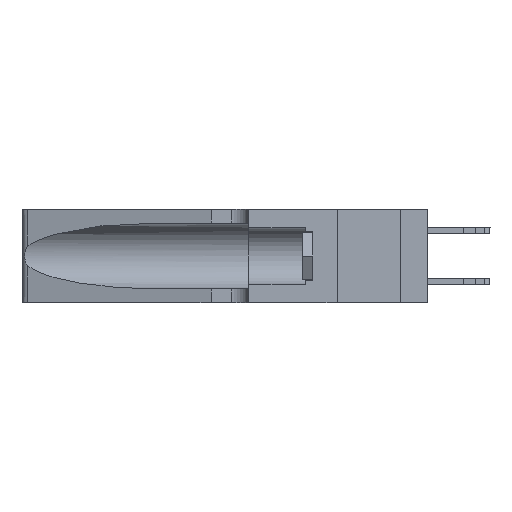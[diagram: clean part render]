
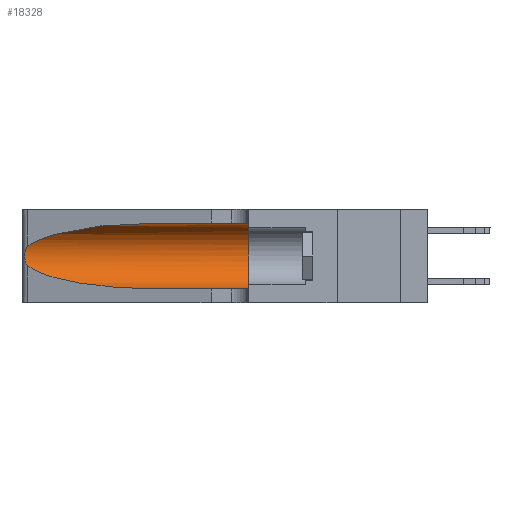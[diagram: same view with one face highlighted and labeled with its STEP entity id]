
A CAD part, left-side view. The second image highlights one B-rep face of the part: STEP entity #18328.
In plain terms, the highlighted cylindrical face has radius 3.308 mm (diameter 6.617 mm), a partial arc.
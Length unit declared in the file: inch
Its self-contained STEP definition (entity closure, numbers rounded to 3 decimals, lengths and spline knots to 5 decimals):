
#1089 = VERTEX_POINT ( 'NONE', #13775 ) ;
#1224 = CARTESIAN_POINT ( 'NONE',  ( 0.25555, 1.22993, 0.14849 ) ) ;
#1350 = FACE_OUTER_BOUND ( 'NONE', #16349, .T. ) ;
#1370 = CARTESIAN_POINT ( 'NONE',  ( 0.25856, 1.23593, 0.16098 ) ) ;
#1438 = CARTESIAN_POINT ( 'NONE',  ( 0.25639, 1.23186, 0.15144 ) ) ;
#1747 = CIRCLE ( 'NONE', #16100, 0.13025 ) ;
#1958 = CARTESIAN_POINT ( 'NONE',  ( 0.1305, 1.61858, 0.05475 ) ) ;
#2288 = EDGE_CURVE ( 'NONE', #15280, #13776, #7289, .T. ) ;
#2815 = VERTEX_POINT ( 'NONE', #11391 ) ;
#3433 =( BOUNDED_CURVE ( )  B_SPLINE_CURVE ( 3, ( #12344, #7266, #12156, #6418 ),
 .UNSPECIFIED., .F., .T. ) 
 B_SPLINE_CURVE_WITH_KNOTS ( ( 4, 4 ),
 ( 1.5708, 2.84003 ),
 .UNSPECIFIED. ) 
 CURVE ( )  GEOMETRIC_REPRESENTATION_ITEM ( )  RATIONAL_B_SPLINE_CURVE ( ( 1., 0.87, 0.87, 1. ) ) 
 REPRESENTATION_ITEM ( '' )  );
#3590 = DIRECTION ( 'NONE',  ( 0., 0., -1. ) ) ;
#3754 = LINE ( 'NONE', #7699, #12585 ) ;
#3905 = ORIENTED_EDGE ( 'NONE', *, *, #2288, .T. ) ;
#4433 = VECTOR ( 'NONE', #13746, 39.37008 ) ;
#6141 = CARTESIAN_POINT ( 'NONE',  ( 0.26075, 1.23896, 0.178 ) ) ;
#6418 = CARTESIAN_POINT ( 'NONE',  ( 0.25487, 1.22718, 0.22369 ) ) ;
#6511 = EDGE_CURVE ( 'NONE', #1089, #2815, #3433, .T. ) ;
#6808 = CARTESIAN_POINT ( 'NONE',  ( 0.1305, 0.35, 0.185 ) ) ;
#7266 = CARTESIAN_POINT ( 'NONE',  ( 0.18966, 0.96281, 0.31525 ) ) ;
#7289 =( BOUNDED_CURVE ( )  B_SPLINE_CURVE ( 3, ( #12704, #9311, #19384, #15965 ),
 .UNSPECIFIED., .F., .F. ) 
 B_SPLINE_CURVE_WITH_KNOTS ( ( 4, 4 ),
 ( 3.44316, 4.71239 ),
 .UNSPECIFIED. ) 
 CURVE ( )  GEOMETRIC_REPRESENTATION_ITEM ( )  RATIONAL_B_SPLINE_CURVE ( ( 1., 0.87, 0.87, 1. ) ) 
 REPRESENTATION_ITEM ( '' )  );
#7699 = CARTESIAN_POINT ( 'NONE',  ( 0.1305, 1.61858, 0.31525 ) ) ;
#7794 = CARTESIAN_POINT ( 'NONE',  ( 0.25487, 1.22718, 0.14631 ) ) ;
#8013 = CARTESIAN_POINT ( 'NONE',  ( 0.25487, 1.22718, 0.22369 ) ) ;
#8081 = CARTESIAN_POINT ( 'NONE',  ( 0.25555, 1.22994, 0.2215 ) ) ;
#8133 = CYLINDRICAL_SURFACE ( 'NONE', #10771, 0.13025 ) ;
#8588 = EDGE_CURVE ( 'NONE', #1089, #16280, #3754, .T. ) ;
#9311 = CARTESIAN_POINT ( 'NONE',  ( 0.2373, 1.15595, 0.08982 ) ) ;
#9381 = ORIENTED_EDGE ( 'NONE', *, *, #6511, .T. ) ;
#9489 = VERTEX_POINT ( 'NONE', #14878 ) ;
#9556 = B_SPLINE_CURVE_WITH_KNOTS ( 'NONE', 3,
 ( #8013, #8081, #21216, #19605, #11359, #16204, #17845, #6141, #9753, #1370, #13007, #1438, #1224, #7794 ),
 .UNSPECIFIED., .F., .F.,
 ( 4, 2, 2, 2, 2, 2, 4 ),
 ( 0., 0.00027, 0.00053, 0.00107, 0.0016, 0.00187, 0.00214 ),
 .UNSPECIFIED. ) ;
#9753 = CARTESIAN_POINT ( 'NONE',  ( 0.26017, 1.23833, 0.17102 ) ) ;
#10427 = ORIENTED_EDGE ( 'NONE', *, *, #8588, .F. ) ;
#10771 = AXIS2_PLACEMENT_3D ( 'NONE', #15137, #13370, #3590 ) ;
#10815 = DIRECTION ( 'NONE',  ( 0., -1., 0. ) ) ;
#11359 = CARTESIAN_POINT ( 'NONE',  ( 0.25854, 1.2359, 0.20912 ) ) ;
#11391 = CARTESIAN_POINT ( 'NONE',  ( 0.25487, 1.22718, 0.22369 ) ) ;
#11862 = ORIENTED_EDGE ( 'NONE', *, *, #12125, .T. ) ;
#11969 = ORIENTED_EDGE ( 'NONE', *, *, #12843, .F. ) ;
#12125 = EDGE_CURVE ( 'NONE', #13776, #9489, #14021, .T. ) ;
#12156 = CARTESIAN_POINT ( 'NONE',  ( 0.2373, 1.15595, 0.28018 ) ) ;
#12344 = CARTESIAN_POINT ( 'NONE',  ( 0.1305, 0.72297, 0.31525 ) ) ;
#12585 = VECTOR ( 'NONE', #10815, 39.37008 ) ;
#12702 = CARTESIAN_POINT ( 'NONE',  ( 0.25487, 1.22718, 0.14631 ) ) ;
#12704 = CARTESIAN_POINT ( 'NONE',  ( 0.25487, 1.22718, 0.14631 ) ) ;
#12843 = EDGE_CURVE ( 'NONE', #16280, #9489, #1747, .T. ) ;
#13007 = CARTESIAN_POINT ( 'NONE',  ( 0.25789, 1.23486, 0.15765 ) ) ;
#13370 = DIRECTION ( 'NONE',  ( 0., -1., 0. ) ) ;
#13746 = DIRECTION ( 'NONE',  ( 0., -1., 0. ) ) ;
#13775 = CARTESIAN_POINT ( 'NONE',  ( 0.1305, 0.72297, 0.31525 ) ) ;
#13776 = VERTEX_POINT ( 'NONE', #21306 ) ;
#14021 = LINE ( 'NONE', #1958, #4433 ) ;
#14878 = CARTESIAN_POINT ( 'NONE',  ( 0.1305, 0.35, 0.05475 ) ) ;
#15137 = CARTESIAN_POINT ( 'NONE',  ( 0.1305, 1.61858, 0.185 ) ) ;
#15280 = VERTEX_POINT ( 'NONE', #12702 ) ;
#15965 = CARTESIAN_POINT ( 'NONE',  ( 0.1305, 0.72297, 0.05475 ) ) ;
#16100 = AXIS2_PLACEMENT_3D ( 'NONE', #6808, #18415, #18200 ) ;
#16204 = CARTESIAN_POINT ( 'NONE',  ( 0.26018, 1.23835, 0.19895 ) ) ;
#16280 = VERTEX_POINT ( 'NONE', #16587 ) ;
#16349 = EDGE_LOOP ( 'NONE', ( #9381, #19281, #3905, #11862, #11969, #10427 ) ) ;
#16587 = CARTESIAN_POINT ( 'NONE',  ( 0.1305, 0.35, 0.31525 ) ) ;
#17845 = CARTESIAN_POINT ( 'NONE',  ( 0.26075, 1.23896, 0.19203 ) ) ;
#18200 = DIRECTION ( 'NONE',  ( 0., 0., 1. ) ) ;
#18328 = ADVANCED_FACE ( 'NONE', ( #1350 ), #8133, .F. ) ;
#18415 = DIRECTION ( 'NONE',  ( 0., 1., 0. ) ) ;
#18765 = EDGE_CURVE ( 'NONE', #2815, #15280, #9556, .T. ) ;
#19281 = ORIENTED_EDGE ( 'NONE', *, *, #18765, .T. ) ;
#19384 = CARTESIAN_POINT ( 'NONE',  ( 0.18966, 0.96281, 0.05475 ) ) ;
#19605 = CARTESIAN_POINT ( 'NONE',  ( 0.25787, 1.23484, 0.2124 ) ) ;
#21216 = CARTESIAN_POINT ( 'NONE',  ( 0.25639, 1.23184, 0.21858 ) ) ;
#21306 = CARTESIAN_POINT ( 'NONE',  ( 0.1305, 0.72297, 0.05475 ) ) ;
